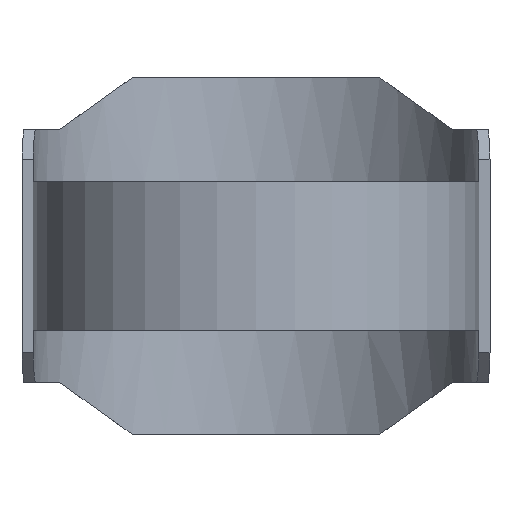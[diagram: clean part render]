
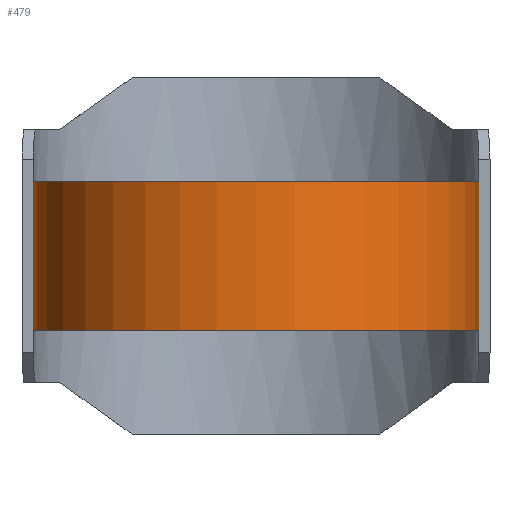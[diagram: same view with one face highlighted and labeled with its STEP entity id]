
A CAD part, front view. The second image highlights one B-rep face of the part: STEP entity #479.
In plain terms, the highlighted cylindrical face has radius 90 mm (diameter 180 mm), a partial arc.
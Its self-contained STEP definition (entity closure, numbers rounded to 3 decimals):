
#219 = EDGE_CURVE( '', #321, #421, #570, .T. );
#223 = VERTEX_POINT( '', #575 );
#289 = EDGE_CURVE( '', #223, #303, #650, .T. );
#303 = VERTEX_POINT( '', #664 );
#321 = VERTEX_POINT( '', #684 );
#421 = VERTEX_POINT( '', #791 );
#469 = EDGE_CURVE( '', #223, #321, #843, .T. );
#479 = ADVANCED_FACE( '', ( #856 ), #857, .T. );
#493 = EDGE_CURVE( '', #421, #303, #873, .T. );
#570 = CIRCLE( '', #1021, 90. );
#575 = CARTESIAN_POINT( '', ( -90., 0., 30. ) );
#650 = CIRCLE( '', #1117, 90. );
#664 = CARTESIAN_POINT( '', ( 90., 0., 30. ) );
#684 = CARTESIAN_POINT( '', ( -90., 0., -30. ) );
#791 = CARTESIAN_POINT( '', ( 90., 0., -30. ) );
#843 = LINE( '', #1439, #1440 );
#856 = FACE_OUTER_BOUND( '', #1455, .T. );
#857 = CYLINDRICAL_SURFACE( '', #1456, 90. );
#873 = LINE( '', #1477, #1478 );
#1021 = AXIS2_PLACEMENT_3D( '', #1572, #1573, #1574 );
#1117 = AXIS2_PLACEMENT_3D( '', #1664, #1665, #1666 );
#1439 = CARTESIAN_POINT( '', ( -90., 0., 0. ) );
#1440 = VECTOR( '', #1865, 1. );
#1455 = EDGE_LOOP( '', ( #1900, #1901, #1902, #1903 ) );
#1456 = AXIS2_PLACEMENT_3D( '', #1904, #1905, #1906 );
#1477 = CARTESIAN_POINT( '', ( 90., 0., 0. ) );
#1478 = VECTOR( '', #1930, 1. );
#1572 = CARTESIAN_POINT( '', ( 0., 0., -30. ) );
#1573 = DIRECTION( '', ( 0., 0., 1. ) );
#1574 = DIRECTION( '', ( 1., 0., 0. ) );
#1664 = CARTESIAN_POINT( '', ( 0., 0., 30. ) );
#1665 = DIRECTION( '', ( 0., 0., 1. ) );
#1666 = DIRECTION( '', ( 1., 0., 0. ) );
#1865 = DIRECTION( '', ( 0., 0., -1. ) );
#1900 = ORIENTED_EDGE( '', *, *, #493, .T. );
#1901 = ORIENTED_EDGE( '', *, *, #289, .F. );
#1902 = ORIENTED_EDGE( '', *, *, #469, .T. );
#1903 = ORIENTED_EDGE( '', *, *, #219, .T. );
#1904 = CARTESIAN_POINT( '', ( 0., 0., 30. ) );
#1905 = DIRECTION( '', ( 0., 0., 1. ) );
#1906 = DIRECTION( '', ( 1., 0., 0. ) );
#1930 = DIRECTION( '', ( 0., 0., 1. ) );
